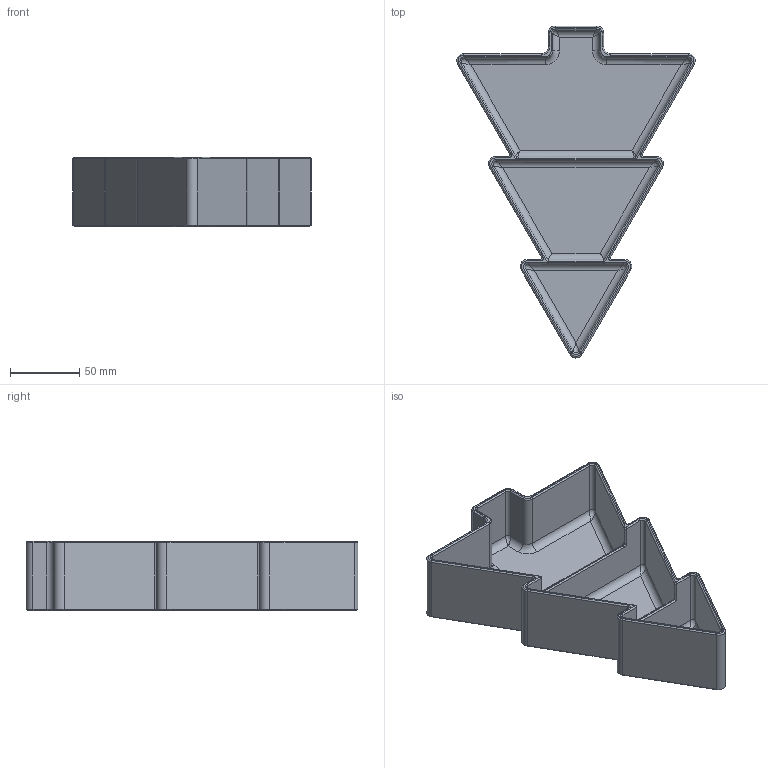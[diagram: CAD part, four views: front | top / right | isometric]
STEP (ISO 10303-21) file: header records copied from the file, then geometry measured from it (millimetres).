
FILE_DESCRIPTION(('STEP AP214'), '1');
FILE_NAME('òàðåëêà â âèäå ¸ëî÷êè', '', ('UNSPECIFIED'), ('UNSPECIFIED'), 'C3D Converter', 'C3D Toolkit', '');
FILE_SCHEMA(('AUTOMOTIVE_DESIGN { 1 0 10303 214 3 1 1}'));
Length unit declared in the file: millimetre
Bounding box: 172.68 x 240.17 x 50 mm (x, y, z)
Volume: 223534.3 mm3; surface area: 117674.7 mm2
Topology: 1 solids, 1 shells, 199 faces, 462 edges, 249 vertices
Faces by surface type: cylinder 81, plane 52, torus 30, bspline 17, cone 15, sphere 4
Entity records: 7013 total; most frequent: CARTESIAN_POINT 2639, DIRECTION 942, ORIENTED_EDGE 890, EDGE_CURVE 445, AXIS2_PLACEMENT_3D 358, VERTEX_POINT 249, LINE 226, VECTOR 226
